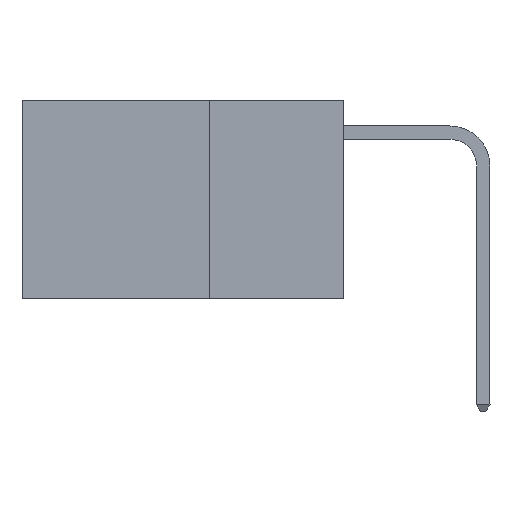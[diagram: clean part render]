
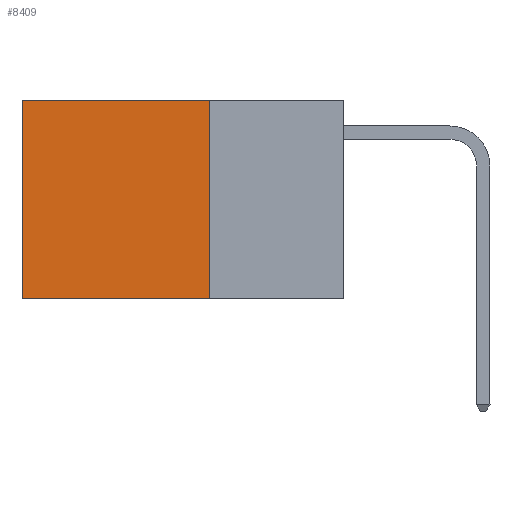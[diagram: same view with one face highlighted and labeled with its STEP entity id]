
A CAD part, left-side view. The second image highlights one B-rep face of the part: STEP entity #8409.
In plain terms, the highlighted planar face has unit normal (-1, 0, 0).
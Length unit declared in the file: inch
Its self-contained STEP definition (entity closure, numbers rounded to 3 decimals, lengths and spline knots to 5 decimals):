
#763 = EDGE_CURVE ( 'NONE', #932, #4975, #2537, .T. ) ;
#932 = VERTEX_POINT ( 'NONE', #3894 ) ;
#1086 = ORIENTED_EDGE ( 'NONE', *, *, #7101, .F. ) ;
#1270 = EDGE_LOOP ( 'NONE', ( #3858, #6646, #1086, #7959 ) ) ;
#1365 = VECTOR ( 'NONE', #5636, 39.37008 ) ;
#1510 = CARTESIAN_POINT ( 'NONE',  ( 0.2625, 0.25, -0.37 ) ) ;
#1700 = LINE ( 'NONE', #12599, #1365 ) ;
#1915 = DIRECTION ( 'NONE',  ( 0., 0., -1. ) ) ;
#2537 = LINE ( 'NONE', #1510, #7336 ) ;
#2744 = LINE ( 'NONE', #2873, #6701 ) ;
#2873 = CARTESIAN_POINT ( 'NONE',  ( 0.2625, 0.25, 0. ) ) ;
#3229 = VECTOR ( 'NONE', #10138, 39.37008 ) ;
#3587 = DIRECTION ( 'NONE',  ( 0., 1., 0. ) ) ;
#3858 = ORIENTED_EDGE ( 'NONE', *, *, #7645, .T. ) ;
#3894 = CARTESIAN_POINT ( 'NONE',  ( 0.2625, 0.25, -0.37 ) ) ;
#4549 = VERTEX_POINT ( 'NONE', #11867 ) ;
#4661 = PLANE ( 'NONE',  #12075 ) ;
#4728 = CARTESIAN_POINT ( 'NONE',  ( 0.2625, 0.25, 0. ) ) ;
#4975 = VERTEX_POINT ( 'NONE', #9749 ) ;
#5636 = DIRECTION ( 'NONE',  ( 0., 0., -1. ) ) ;
#6646 = ORIENTED_EDGE ( 'NONE', *, *, #763, .F. ) ;
#6701 = VECTOR ( 'NONE', #1915, 39.37008 ) ;
#7101 = EDGE_CURVE ( 'NONE', #12647, #932, #2744, .T. ) ;
#7336 = VECTOR ( 'NONE', #3587, 39.37008 ) ;
#7586 = DIRECTION ( 'NONE',  ( 0., 0., -1. ) ) ;
#7645 = EDGE_CURVE ( 'NONE', #4549, #4975, #1700, .T. ) ;
#7808 = CARTESIAN_POINT ( 'NONE',  ( 0.2625, 0.25, 0. ) ) ;
#7959 = ORIENTED_EDGE ( 'NONE', *, *, #8245, .T. ) ;
#8245 = EDGE_CURVE ( 'NONE', #12647, #4549, #11220, .T. ) ;
#8409 = ADVANCED_FACE ( 'NONE', ( #11402 ), #4661, .F. ) ;
#8568 = DIRECTION ( 'NONE',  ( 1., 0., 0. ) ) ;
#9749 = CARTESIAN_POINT ( 'NONE',  ( 0.2625, 0.6, -0.37 ) ) ;
#10138 = DIRECTION ( 'NONE',  ( 0., 1., 0. ) ) ;
#11220 = LINE ( 'NONE', #12117, #3229 ) ;
#11402 = FACE_OUTER_BOUND ( 'NONE', #1270, .T. ) ;
#11867 = CARTESIAN_POINT ( 'NONE',  ( 0.2625, 0.6, 0. ) ) ;
#12075 = AXIS2_PLACEMENT_3D ( 'NONE', #4728, #8568, #7586 ) ;
#12117 = CARTESIAN_POINT ( 'NONE',  ( 0.2625, 0.25, 0. ) ) ;
#12599 = CARTESIAN_POINT ( 'NONE',  ( 0.2625, 0.6, 0. ) ) ;
#12647 = VERTEX_POINT ( 'NONE', #7808 ) ;
